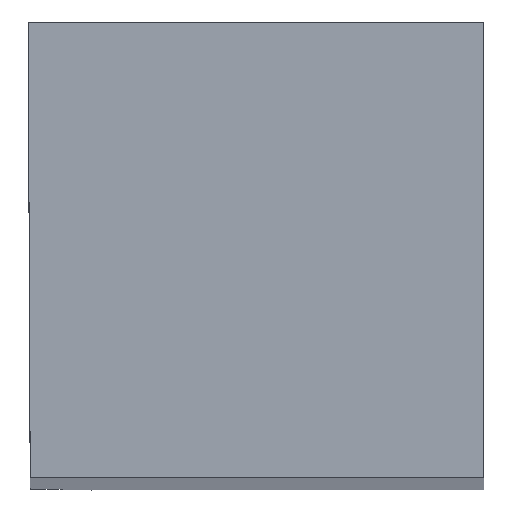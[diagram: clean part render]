
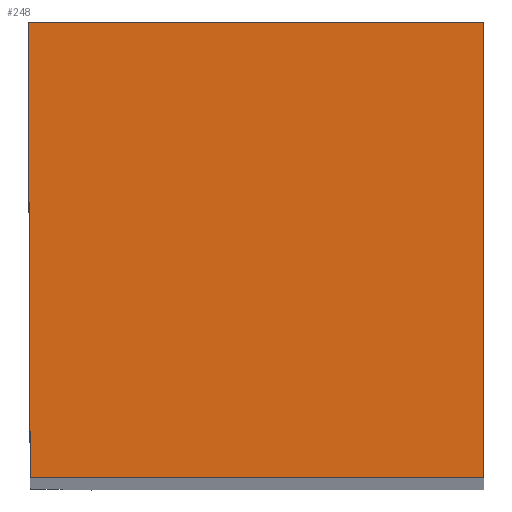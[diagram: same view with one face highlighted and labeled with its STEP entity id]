
A CAD part, top view. The second image highlights one B-rep face of the part: STEP entity #248.
In plain terms, the highlighted planar face has unit normal (0, 0, 1).
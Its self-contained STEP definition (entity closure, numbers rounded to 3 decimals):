
#124=LINE('',#1088,#171);
#126=LINE('',#1094,#173);
#127=LINE('',#1096,#174);
#128=LINE('',#1098,#175);
#171=VECTOR('',#891,1.);
#173=VECTOR('',#897,1.);
#174=VECTOR('',#900,1.);
#175=VECTOR('',#901,1.);
#216=FACE_OUTER_BOUND('',#341,.T.);
#248=ADVANCED_FACE('',(#216),#278,.T.);
#278=PLANE('',#777);
#341=EDGE_LOOP('',(#413,#414,#415,#416));
#413=ORIENTED_EDGE('',*,*,#606,.T.);
#414=ORIENTED_EDGE('',*,*,#602,.T.);
#415=ORIENTED_EDGE('',*,*,#605,.T.);
#416=ORIENTED_EDGE('',*,*,#607,.F.);
#541=VERTEX_POINT('',#1081);
#544=VERTEX_POINT('',#1087);
#546=VERTEX_POINT('',#1093);
#547=VERTEX_POINT('',#1097);
#602=EDGE_CURVE('',#541,#544,#124,.T.);
#605=EDGE_CURVE('',#544,#546,#126,.T.);
#606=EDGE_CURVE('',#547,#541,#127,.T.);
#607=EDGE_CURVE('',#547,#546,#128,.T.);
#777=AXIS2_PLACEMENT_3D('',#1099,#902,#903);
#891=DIRECTION('',(-1.,0.,0.));
#897=DIRECTION('',(0.004,-1.,0.));
#900=DIRECTION('',(0.,1.,0.));
#901=DIRECTION('',(-1.,0.,0.));
#902=DIRECTION('',(0.,0.,1.));
#903=DIRECTION('',(1.,0.,0.));
#1081=CARTESIAN_POINT('',(-0.05,7.95,0.));
#1087=CARTESIAN_POINT('',(-8.,7.95,0.));
#1088=CARTESIAN_POINT('',(2.,7.95,0.));
#1093=CARTESIAN_POINT('',(-7.965,0.,0.));
#1094=CARTESIAN_POINT('',(-8.009,9.959,0.));
#1096=CARTESIAN_POINT('',(-0.05,-2.,0.));
#1097=CARTESIAN_POINT('',(-0.05,0.,0.));
#1098=CARTESIAN_POINT('',(2.,0.,0.));
#1099=CARTESIAN_POINT('',(-10.,9.95,0.));
